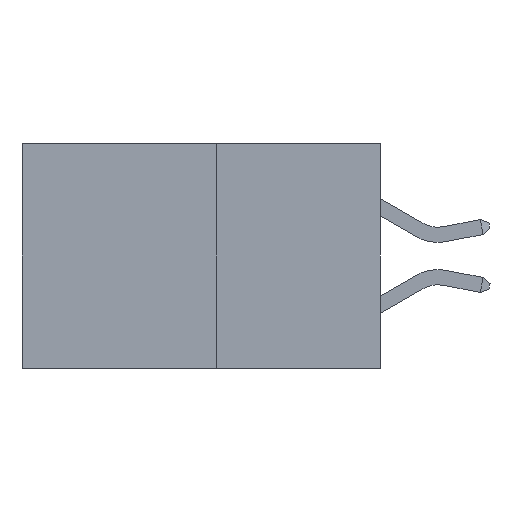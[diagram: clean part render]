
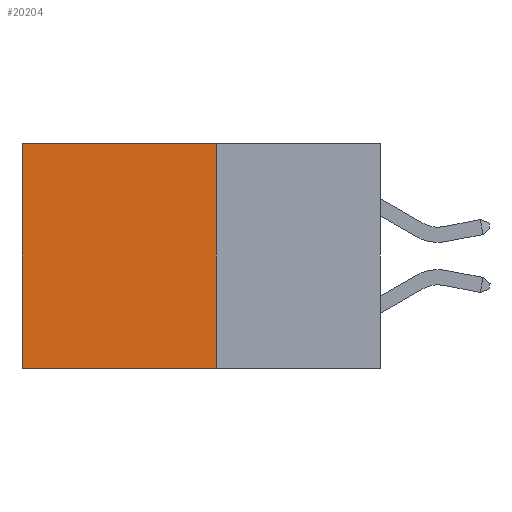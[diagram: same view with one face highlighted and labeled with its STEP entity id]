
A CAD part, left-side view. The second image highlights one B-rep face of the part: STEP entity #20204.
In plain terms, the highlighted planar face has unit normal (-1, 0, 0).
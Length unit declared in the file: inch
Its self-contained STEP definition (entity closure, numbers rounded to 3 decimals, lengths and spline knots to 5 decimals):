
#1105 = CARTESIAN_POINT ( 'NONE',  ( 0.277, 0.59, 0. ) ) ;
#2051 = AXIS2_PLACEMENT_3D ( 'NONE', #3508, #14666, #5150 ) ;
#2801 = FACE_OUTER_BOUND ( 'NONE', #19404, .T. ) ;
#3508 = CARTESIAN_POINT ( 'NONE',  ( 0.277, 0.27, -0.37 ) ) ;
#3835 = VERTEX_POINT ( 'NONE', #15511 ) ;
#4141 = CARTESIAN_POINT ( 'NONE',  ( 0.277, 0.27, -0.37 ) ) ;
#4868 = EDGE_CURVE ( 'NONE', #14650, #14613, #5324, .T. ) ;
#4898 = DIRECTION ( 'NONE',  ( 0., 1., 0. ) ) ;
#5150 = DIRECTION ( 'NONE',  ( 0., 0., -1. ) ) ;
#5242 = ORIENTED_EDGE ( 'NONE', *, *, #4868, .T. ) ;
#5324 = LINE ( 'NONE', #17032, #9101 ) ;
#5498 = EDGE_CURVE ( 'NONE', #14613, #3835, #18158, .T. ) ;
#5603 = DIRECTION ( 'NONE',  ( 0., 1., 0. ) ) ;
#5806 = ORIENTED_EDGE ( 'NONE', *, *, #5498, .T. ) ;
#6646 = CARTESIAN_POINT ( 'NONE',  ( 0.277, 0.59, -0.37 ) ) ;
#9101 = VECTOR ( 'NONE', #5603, 39.37008 ) ;
#9154 = DIRECTION ( 'NONE',  ( 0., 0., -1. ) ) ;
#10116 = VECTOR ( 'NONE', #4898, 39.37008 ) ;
#10608 = LINE ( 'NONE', #12829, #10116 ) ;
#11299 = VECTOR ( 'NONE', #14942, 39.37008 ) ;
#12224 = EDGE_CURVE ( 'NONE', #14650, #19183, #19622, .T. ) ;
#12829 = CARTESIAN_POINT ( 'NONE',  ( 0.277, 0.27, -0.37 ) ) ;
#13512 = VECTOR ( 'NONE', #9154, 39.37008 ) ;
#14613 = VERTEX_POINT ( 'NONE', #1105 ) ;
#14650 = VERTEX_POINT ( 'NONE', #15474 ) ;
#14666 = DIRECTION ( 'NONE',  ( 1., 0., 0. ) ) ;
#14942 = DIRECTION ( 'NONE',  ( 0., 0., -1. ) ) ;
#15474 = CARTESIAN_POINT ( 'NONE',  ( 0.277, 0.27, 0. ) ) ;
#15489 = CARTESIAN_POINT ( 'NONE',  ( 0.277, 0.27, -0.37 ) ) ;
#15511 = CARTESIAN_POINT ( 'NONE',  ( 0.277, 0.59, -0.37 ) ) ;
#16770 = ORIENTED_EDGE ( 'NONE', *, *, #12224, .F. ) ;
#17032 = CARTESIAN_POINT ( 'NONE',  ( 0.277, 0.27, 0. ) ) ;
#18158 = LINE ( 'NONE', #6646, #13512 ) ;
#18234 = ORIENTED_EDGE ( 'NONE', *, *, #19382, .F. ) ;
#19183 = VERTEX_POINT ( 'NONE', #4141 ) ;
#19308 = PLANE ( 'NONE',  #2051 ) ;
#19382 = EDGE_CURVE ( 'NONE', #19183, #3835, #10608, .T. ) ;
#19404 = EDGE_LOOP ( 'NONE', ( #5806, #18234, #16770, #5242 ) ) ;
#19622 = LINE ( 'NONE', #15489, #11299 ) ;
#20204 = ADVANCED_FACE ( 'NONE', ( #2801 ), #19308, .F. ) ;
